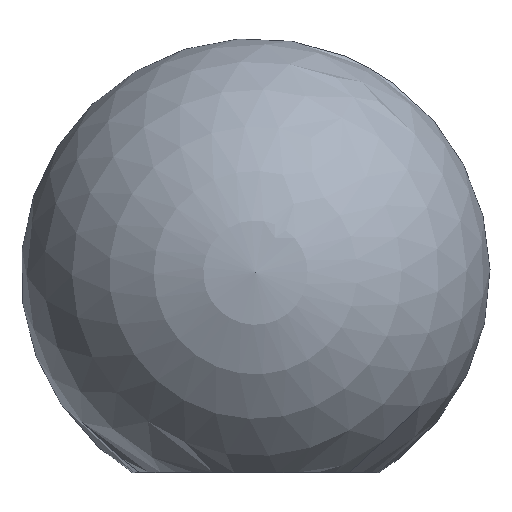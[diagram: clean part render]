
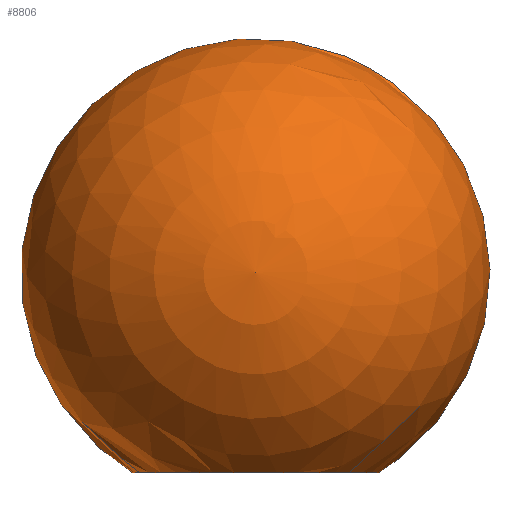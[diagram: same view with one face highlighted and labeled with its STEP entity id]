
A CAD part, top view. The second image highlights one B-rep face of the part: STEP entity #8806.
In plain terms, the highlighted spherical face has radius 12.5 mm.
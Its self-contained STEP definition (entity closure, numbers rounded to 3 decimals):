
#814 = FACE_OUTER_BOUND ( 'NONE', #2299, .T. ) ;
#1268 = CARTESIAN_POINT ( 'NONE',  ( 0., 1.857, 0. ) ) ;
#1728 = EDGE_CURVE ( 'NONE', #16285, #16285, #7282, .T. ) ;
#2299 = EDGE_LOOP ( 'NONE', ( #14214 ) ) ;
#4913 = DIRECTION ( 'NONE',  ( 0., 1., 0. ) ) ;
#7282 = CIRCLE ( 'NONE', #8938, 6.556 ) ;
#7795 = AXIS2_PLACEMENT_3D ( 'NONE', #14816, #16134, #9768 ) ;
#8806 = ADVANCED_FACE ( 'NONE', ( #814 ), #11073, .T. ) ;
#8938 = AXIS2_PLACEMENT_3D ( 'NONE', #1268, #4913, #13936 ) ;
#9768 = DIRECTION ( 'NONE',  ( -1., 0., 0. ) ) ;
#10794 = CARTESIAN_POINT ( 'NONE',  ( 0., 1.857, 6.556 ) ) ;
#11073 = SPHERICAL_SURFACE ( 'NONE', #7795, 12.5 ) ;
#13936 = DIRECTION ( 'NONE',  ( 0., 0., 1. ) ) ;
#14214 = ORIENTED_EDGE ( 'NONE', *, *, #1728, .T. ) ;
#14816 = CARTESIAN_POINT ( 'NONE',  ( 0., 12.5, 0. ) ) ;
#16134 = DIRECTION ( 'NONE',  ( 0., 0., -1. ) ) ;
#16285 = VERTEX_POINT ( 'NONE', #10794 ) ;
